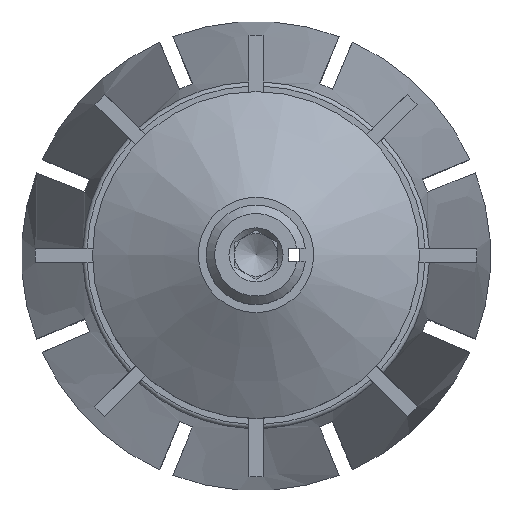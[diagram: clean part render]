
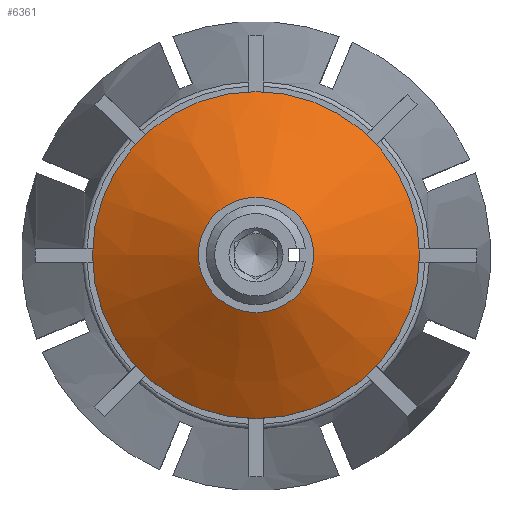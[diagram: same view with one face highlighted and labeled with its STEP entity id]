
A CAD part, top view. The second image highlights one B-rep face of the part: STEP entity #6361.
In plain terms, the highlighted conical face has half-angle 60 degrees and reference radius 4.052 mm.
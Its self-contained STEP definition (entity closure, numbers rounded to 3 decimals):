
#92=CONICAL_SURFACE('',#6859,4.052,1.047);
#515=CIRCLE('',#6836,4.052);
#527=CIRCLE('',#6858,11.5);
#1844=ORIENTED_EDGE('',*,*,#2605,.F.);
#1845=ORIENTED_EDGE('',*,*,#2621,.T.);
#2605=EDGE_CURVE('',#3099,#3099,#515,.T.);
#2621=EDGE_CURVE('',#3113,#3113,#527,.T.);
#3099=VERTEX_POINT('',#9894);
#3113=VERTEX_POINT('',#9934);
#3997=EDGE_LOOP('',(#1844));
#3998=EDGE_LOOP('',(#1845));
#4265=FACE_BOUND('',#3997,.T.);
#4266=FACE_BOUND('',#3998,.T.);
#6361=ADVANCED_FACE('',(#4265,#4266),#92,.T.);
#6836=AXIS2_PLACEMENT_3D('',#9893,#8065,#8066);
#6858=AXIS2_PLACEMENT_3D('',#9933,#8113,#8114);
#6859=AXIS2_PLACEMENT_3D('',#9935,#8115,#8116);
#8065=DIRECTION('',(0.,0.,1.));
#8066=DIRECTION('',(1.,0.,0.));
#8113=DIRECTION('',(0.,0.,1.));
#8114=DIRECTION('',(1.,0.,0.));
#8115=DIRECTION('',(0.,0.,-1.));
#8116=DIRECTION('',(-1.,0.,0.));
#9893=CARTESIAN_POINT('',(0.,0.,50.4));
#9894=CARTESIAN_POINT('',(4.052,0.,50.4));
#9933=CARTESIAN_POINT('',(0.,0.,46.1));
#9934=CARTESIAN_POINT('',(11.5,0.,46.1));
#9935=CARTESIAN_POINT('',(0.,0.,50.4));
